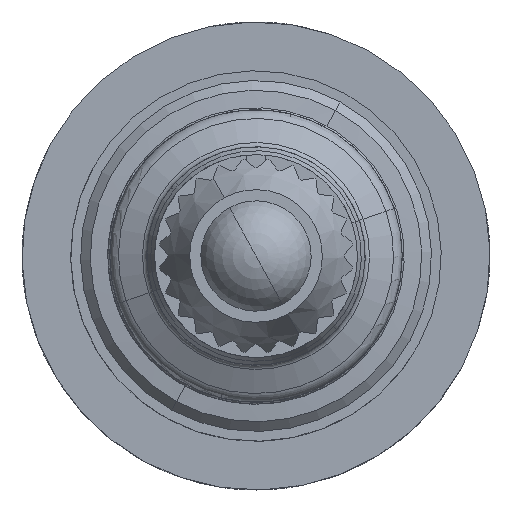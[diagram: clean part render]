
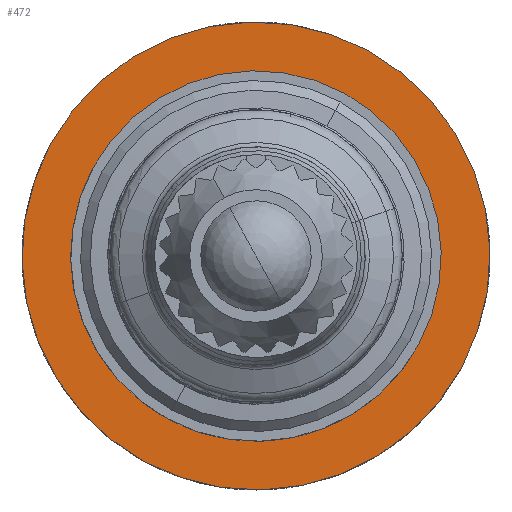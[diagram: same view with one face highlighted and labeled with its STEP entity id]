
A CAD part, front view. The second image highlights one B-rep face of the part: STEP entity #472.
In plain terms, the highlighted planar face has unit normal (0, -1, 0).
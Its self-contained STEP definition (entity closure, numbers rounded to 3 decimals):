
#392=AXIS2_PLACEMENT_3D('Circle Axis2P3D',#390,#391,$) ;
#448=AXIS2_PLACEMENT_3D('Plane Axis2P3D',#445,#446,#447) ;
#452=AXIS2_PLACEMENT_3D('Circle Axis2P3D',#450,#451,$) ;
#461=AXIS2_PLACEMENT_3D('Circle Axis2P3D',#459,#460,$) ;
#390=CARTESIAN_POINT('Axis2P3D Location',(0.,17.5,0.)) ;
#394=CARTESIAN_POINT('Vertex',(-3.73,17.5,2.038)) ;
#396=CARTESIAN_POINT('Vertex',(3.73,17.5,-2.038)) ;
#422=CARTESIAN_POINT('Control Point',(3.73,17.5,-2.038)) ;
#423=CARTESIAN_POINT('Control Point',(3.41,17.5,-2.623)) ;
#424=CARTESIAN_POINT('Control Point',(2.975,17.5,-3.146)) ;
#425=CARTESIAN_POINT('Control Point',(2.441,17.5,-3.576)) ;
#426=CARTESIAN_POINT('Control Point',(1.233,17.5,-4.204)) ;
#427=CARTESIAN_POINT('Control Point',(-0.122,17.5,-4.328)) ;
#428=CARTESIAN_POINT('Control Point',(-0.803,17.5,-4.255)) ;
#429=CARTESIAN_POINT('Control Point',(-2.1,17.5,-3.845)) ;
#430=CARTESIAN_POINT('Control Point',(-3.146,17.5,-2.975)) ;
#431=CARTESIAN_POINT('Control Point',(-3.576,17.5,-2.441)) ;
#432=CARTESIAN_POINT('Control Point',(-4.204,17.5,-1.233)) ;
#433=CARTESIAN_POINT('Control Point',(-4.328,17.5,0.122)) ;
#434=CARTESIAN_POINT('Control Point',(-4.255,17.5,0.803)) ;
#435=CARTESIAN_POINT('Control Point',(-4.05,17.5,1.452)) ;
#436=CARTESIAN_POINT('Control Point',(-3.73,17.5,2.038)) ;
#445=CARTESIAN_POINT('Axis2P3D Location',(-6.,17.5,0.)) ;
#450=CARTESIAN_POINT('Axis2P3D Location',(0.,17.5,0.)) ;
#454=CARTESIAN_POINT('Vertex',(-5.265,17.5,2.877)) ;
#456=CARTESIAN_POINT('Vertex',(5.265,17.5,-2.877)) ;
#459=CARTESIAN_POINT('Axis2P3D Location',(0.,17.5,0.)) ;
#391=DIRECTION('Axis2P3D Direction',(0.,1.,0.)) ;
#446=DIRECTION('Axis2P3D Direction',(0.,1.,0.)) ;
#447=DIRECTION('Axis2P3D XDirection',(0.,0.,1.)) ;
#451=DIRECTION('Axis2P3D Direction',(0.,1.,0.)) ;
#460=DIRECTION('Axis2P3D Direction',(0.,1.,0.)) ;
#465=ORIENTED_EDGE('',*,*,#458,.F.) ;
#466=ORIENTED_EDGE('',*,*,#463,.F.) ;
#469=ORIENTED_EDGE('',*,*,#437,.T.) ;
#470=ORIENTED_EDGE('',*,*,#398,.T.) ;
#471=FACE_BOUND('',#468,.T.) ;
#472=ADVANCED_FACE('\X2\FF8EFF9EFF83FF9EFF68FF70\X0\.2',(#467,#471),#449,.F.) ;
#421=B_SPLINE_CURVE_WITH_KNOTS('',5,(#422,#423,#424,#425,#426,#427,#428,#429,#430,#431,#432,#433,#434,#435,#436),.UNSPECIFIED.,.F.,.U.,(6,3,3,3,6),(-6.676,-3.338,0.,3.338,6.676),.UNSPECIFIED.) ;
#393=CIRCLE('generated circle',#392,4.25) ;
#453=CIRCLE('generated circle',#452,6.) ;
#462=CIRCLE('generated circle',#461,6.) ;
#398=EDGE_CURVE('',#395,#397,#393,.T.) ;
#437=EDGE_CURVE('',#397,#395,#421,.T.) ;
#458=EDGE_CURVE('',#455,#457,#453,.T.) ;
#463=EDGE_CURVE('',#457,#455,#462,.T.) ;
#464=EDGE_LOOP('',(#465,#466)) ;
#468=EDGE_LOOP('',(#469,#470)) ;
#467=FACE_OUTER_BOUND('',#464,.T.) ;
#449=PLANE('Plane',#448) ;
#395=VERTEX_POINT('',#394) ;
#397=VERTEX_POINT('',#396) ;
#455=VERTEX_POINT('',#454) ;
#457=VERTEX_POINT('',#456) ;
